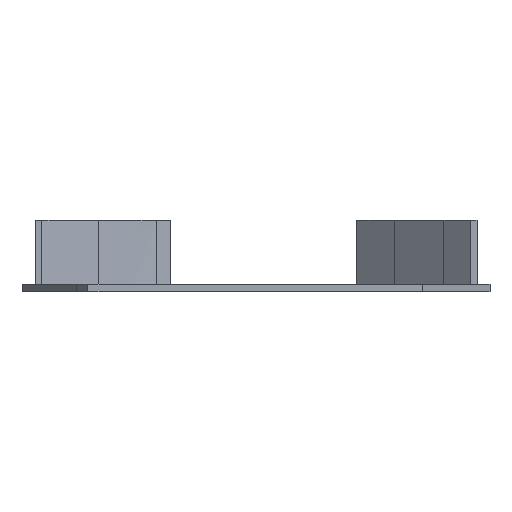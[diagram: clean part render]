
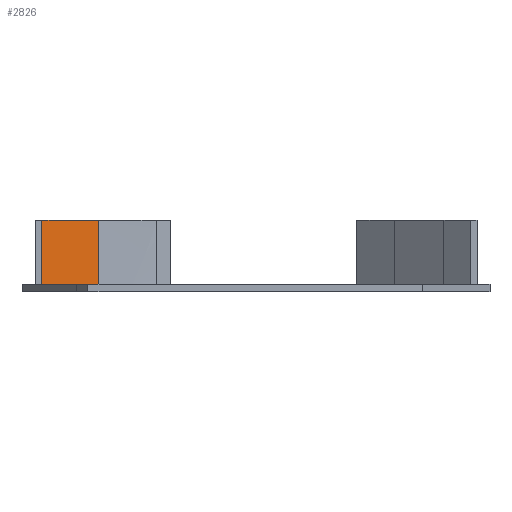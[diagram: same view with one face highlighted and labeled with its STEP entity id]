
A CAD part, front view. The second image highlights one B-rep face of the part: STEP entity #2826.
In plain terms, the highlighted planar face has unit normal (0.684, -0.73, 0).
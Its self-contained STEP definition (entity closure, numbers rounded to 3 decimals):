
#87=FACE_OUTER_BOUND('',#233,.T.);
#233=EDGE_LOOP('',(#2152,#2153,#2154,#2155));
#410=LINE('',#3981,#785);
#562=LINE('',#4412,#937);
#563=LINE('',#4414,#938);
#564=LINE('',#4415,#939);
#785=VECTOR('',#3108,10.);
#937=VECTOR('',#3342,10.);
#938=VECTOR('',#3343,10.);
#939=VECTOR('',#3344,10.);
#1172=VERTEX_POINT('',#3979);
#1173=VERTEX_POINT('',#3980);
#1303=VERTEX_POINT('',#4411);
#1304=VERTEX_POINT('',#4413);
#1454=EDGE_CURVE('',#1172,#1173,#410,.T.);
#1621=EDGE_CURVE('',#1172,#1303,#562,.T.);
#1622=EDGE_CURVE('',#1304,#1303,#563,.T.);
#1623=EDGE_CURVE('',#1173,#1304,#564,.T.);
#2152=ORIENTED_EDGE('',*,*,#1454,.F.);
#2153=ORIENTED_EDGE('',*,*,#1621,.T.);
#2154=ORIENTED_EDGE('',*,*,#1622,.F.);
#2155=ORIENTED_EDGE('',*,*,#1623,.F.);
#2698=PLANE('',#2974);
#2826=ADVANCED_FACE('',(#87),#2698,.T.);
#2974=AXIS2_PLACEMENT_3D('',#4410,#3340,#3341);
#3108=DIRECTION('',(-0.73,-0.684,0.));
#3340=DIRECTION('center_axis',(0.684,-0.73,0.));
#3341=DIRECTION('ref_axis',(0.73,0.684,0.));
#3342=DIRECTION('',(0.,0.,1.));
#3343=DIRECTION('',(0.73,0.684,0.));
#3344=DIRECTION('',(0.,0.,1.));
#3979=CARTESIAN_POINT('',(7.406,56.974,-6.164));
#3980=CARTESIAN_POINT('',(1.224,51.184,-6.164));
#3981=CARTESIAN_POINT('',(11.335,60.655,-6.164));
#4410=CARTESIAN_POINT('Origin',(1.224,51.184,-6.164));
#4411=CARTESIAN_POINT('',(7.406,56.974,0.836));
#4412=CARTESIAN_POINT('',(7.406,56.974,-6.164));
#4413=CARTESIAN_POINT('',(1.224,51.184,0.836));
#4414=CARTESIAN_POINT('',(14.092,63.237,0.836));
#4415=CARTESIAN_POINT('',(1.224,51.184,-6.164));
